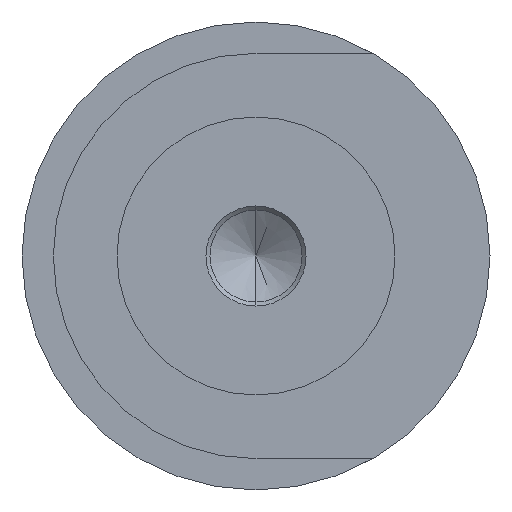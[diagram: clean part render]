
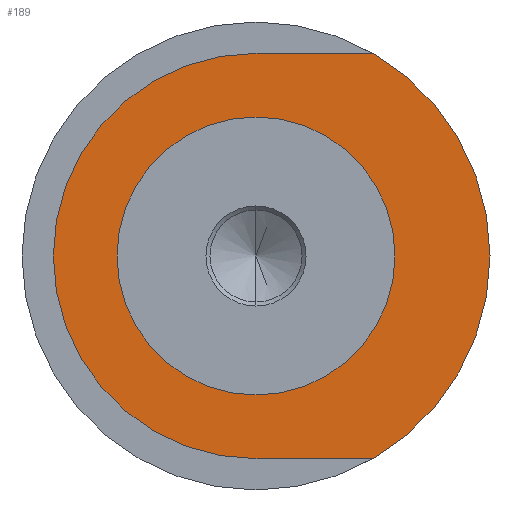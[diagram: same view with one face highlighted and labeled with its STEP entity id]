
A CAD part, left-side view. The second image highlights one B-rep face of the part: STEP entity #189.
In plain terms, the highlighted planar face has unit normal (-1, 0, 0).
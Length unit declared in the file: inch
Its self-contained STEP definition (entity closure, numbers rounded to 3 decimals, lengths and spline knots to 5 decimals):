
#15 = CARTESIAN_POINT ( 'NONE',  ( -1.9685, 0., 0.433 ) ) ;
#20 = CARTESIAN_POINT ( 'NONE',  ( -1.9685, 0., -0.433 ) ) ;
#21 = CIRCLE ( 'NONE', #612, 0.297 ) ;
#48 = VECTOR ( 'NONE', #667, 39.37008 ) ;
#69 = ORIENTED_EDGE ( 'NONE', *, *, #936, .F. ) ;
#80 = DIRECTION ( 'NONE',  ( -1., 0., 0. ) ) ;
#122 = CARTESIAN_POINT ( 'NONE',  ( -1.9685, 0., 0. ) ) ;
#189 = ADVANCED_FACE ( 'NONE', ( #677, #954 ), #213, .F. ) ;
#213 = PLANE ( 'NONE',  #843 ) ;
#218 = DIRECTION ( 'NONE',  ( 1., 0., 0. ) ) ;
#229 = CARTESIAN_POINT ( 'NONE',  ( -1.9685, -0.5, 0. ) ) ;
#245 = AXIS2_PLACEMENT_3D ( 'NONE', #786, #218, #714 ) ;
#263 = CIRCLE ( 'NONE', #981, 0.5 ) ;
#276 = DIRECTION ( 'NONE',  ( 0., -1., 0. ) ) ;
#292 = AXIS2_PLACEMENT_3D ( 'NONE', #122, #759, #276 ) ;
#310 = VERTEX_POINT ( 'NONE', #229 ) ;
#323 = EDGE_CURVE ( 'NONE', #310, #521, #263, .T. ) ;
#324 = DIRECTION ( 'NONE',  ( 0., -1., 0. ) ) ;
#328 = VERTEX_POINT ( 'NONE', #779 ) ;
#338 = DIRECTION ( 'NONE',  ( 0., -1., 0. ) ) ;
#339 = VERTEX_POINT ( 'NONE', #614 ) ;
#343 = VERTEX_POINT ( 'NONE', #367 ) ;
#350 = EDGE_CURVE ( 'NONE', #328, #343, #894, .T. ) ;
#367 = CARTESIAN_POINT ( 'NONE',  ( -1.9685, 0., 0.433 ) ) ;
#382 = EDGE_LOOP ( 'NONE', ( #870, #812, #1024, #623, #511 ) ) ;
#398 = VERTEX_POINT ( 'NONE', #893 ) ;
#435 = DIRECTION ( 'NONE',  ( 0., 1., 0. ) ) ;
#448 = DIRECTION ( 'NONE',  ( 1., 0., 0. ) ) ;
#452 = DIRECTION ( 'NONE',  ( 0., 1., 0. ) ) ;
#511 = ORIENTED_EDGE ( 'NONE', *, *, #350, .F. ) ;
#517 = DIRECTION ( 'NONE',  ( 1., 0., 0. ) ) ;
#521 = VERTEX_POINT ( 'NONE', #675 ) ;
#541 = VECTOR ( 'NONE', #338, 39.37008 ) ;
#551 = EDGE_CURVE ( 'NONE', #636, #310, #736, .T. ) ;
#566 = ORIENTED_EDGE ( 'NONE', *, *, #747, .F. ) ;
#612 = AXIS2_PLACEMENT_3D ( 'NONE', #906, #80, #324 ) ;
#614 = CARTESIAN_POINT ( 'NONE',  ( -1.9685, -0.297, 0. ) ) ;
#623 = ORIENTED_EDGE ( 'NONE', *, *, #901, .F. ) ;
#636 = VERTEX_POINT ( 'NONE', #858 ) ;
#655 = EDGE_LOOP ( 'NONE', ( #69, #566 ) ) ;
#667 = DIRECTION ( 'NONE',  ( 0., -1., 0. ) ) ;
#675 = CARTESIAN_POINT ( 'NONE',  ( -1.9685, -0.25002, -0.433 ) ) ;
#677 = FACE_BOUND ( 'NONE', #655, .T. ) ;
#694 = CARTESIAN_POINT ( 'NONE',  ( -1.9685, 0., 0. ) ) ;
#714 = DIRECTION ( 'NONE',  ( 0., 1., 0. ) ) ;
#736 = CIRCLE ( 'NONE', #1015, 0.5 ) ;
#743 = LINE ( 'NONE', #15, #541 ) ;
#747 = EDGE_CURVE ( 'NONE', #339, #398, #21, .T. ) ;
#751 = CARTESIAN_POINT ( 'NONE',  ( -1.9685, 0., 0. ) ) ;
#759 = DIRECTION ( 'NONE',  ( -1., 0., 0. ) ) ;
#779 = CARTESIAN_POINT ( 'NONE',  ( -1.9685, 0., -0.433 ) ) ;
#786 = CARTESIAN_POINT ( 'NONE',  ( -1.9685, 0., 0. ) ) ;
#812 = ORIENTED_EDGE ( 'NONE', *, *, #323, .F. ) ;
#840 = LINE ( 'NONE', #20, #48 ) ;
#843 = AXIS2_PLACEMENT_3D ( 'NONE', #935, #517, #855 ) ;
#855 = DIRECTION ( 'NONE',  ( 0., 1., 0. ) ) ;
#858 = CARTESIAN_POINT ( 'NONE',  ( -1.9685, -0.25002, 0.433 ) ) ;
#870 = ORIENTED_EDGE ( 'NONE', *, *, #991, .T. ) ;
#893 = CARTESIAN_POINT ( 'NONE',  ( -1.9685, 0.297, 0. ) ) ;
#894 = CIRCLE ( 'NONE', #245, 0.433 ) ;
#901 = EDGE_CURVE ( 'NONE', #343, #636, #743, .T. ) ;
#906 = CARTESIAN_POINT ( 'NONE',  ( -1.9685, 0., 0. ) ) ;
#935 = CARTESIAN_POINT ( 'NONE',  ( -1.9685, 0., 0. ) ) ;
#936 = EDGE_CURVE ( 'NONE', #398, #339, #939, .T. ) ;
#939 = CIRCLE ( 'NONE', #292, 0.297 ) ;
#954 = FACE_OUTER_BOUND ( 'NONE', #382, .T. ) ;
#981 = AXIS2_PLACEMENT_3D ( 'NONE', #694, #448, #452 ) ;
#991 = EDGE_CURVE ( 'NONE', #328, #521, #840, .T. ) ;
#1009 = DIRECTION ( 'NONE',  ( 1., 0., 0. ) ) ;
#1015 = AXIS2_PLACEMENT_3D ( 'NONE', #751, #1009, #435 ) ;
#1024 = ORIENTED_EDGE ( 'NONE', *, *, #551, .F. ) ;
